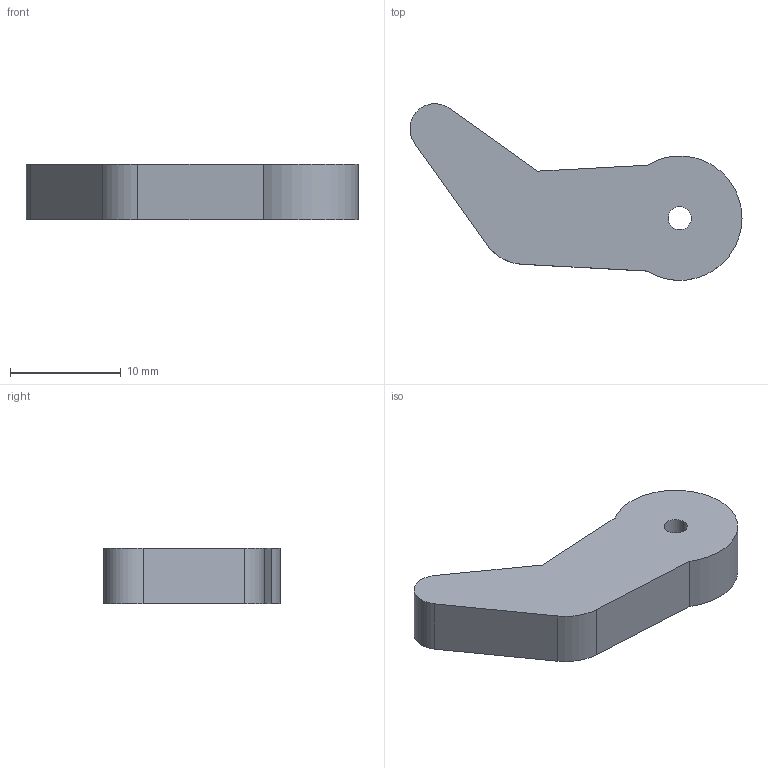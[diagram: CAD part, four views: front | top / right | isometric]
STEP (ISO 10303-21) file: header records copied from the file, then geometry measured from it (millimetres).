
FILE_DESCRIPTION (( 'STEP AP214' ), '1' );
FILE_NAME ('Finger.STEP', '2020-11-23T14:50:13', ( 'Draeger' ), ( 'Draeger' ), 'SwSTEP 2.0', 'SolidWorks 2018', '' );
FILE_SCHEMA (( 'AUTOMOTIVE_DESIGN' ));
Length unit declared in the file: inch
Products named in the file (1): Finger
Bounding box: 30.02 x 15.96 x 5.01 mm (x, y, z)
Volume: 929.1 mm3; surface area: 1113.9 mm2
Topology: 1 solids, 1 shells, 23 faces, 57 edges, 38 vertices
Faces by surface type: plane 12, cylinder 11
Entity records: 738 total; most frequent: DIRECTION 127, CARTESIAN_POINT 122, ORIENTED_EDGE 114, EDGE_CURVE 57, AXIS2_PLACEMENT_3D 47, VERTEX_POINT 38, VECTOR 33, LINE 33
